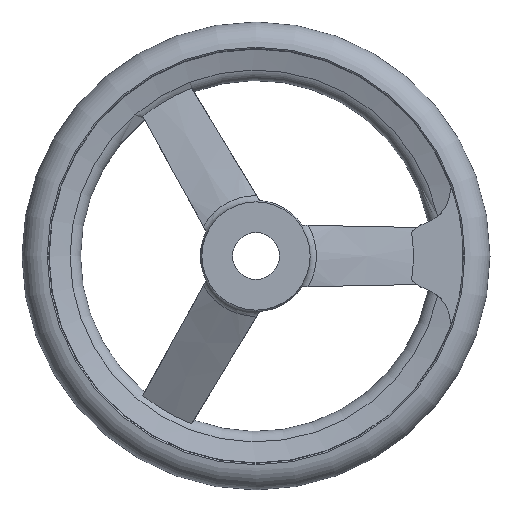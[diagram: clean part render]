
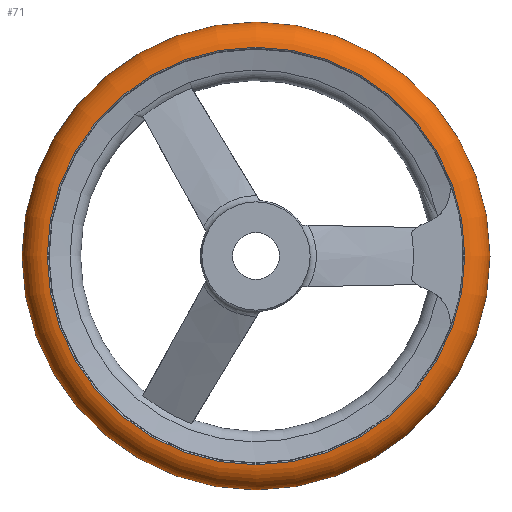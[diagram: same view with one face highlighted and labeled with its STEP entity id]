
A CAD part, front view. The second image highlights one B-rep face of the part: STEP entity #71.
In plain terms, the highlighted toroidal (fillet/blend) face has major radius 71 mm and minor radius 9 mm.
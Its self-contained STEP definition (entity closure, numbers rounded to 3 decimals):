
#71 = ADVANCED_FACE( '', ( #173, #174, #175 ), #176, .T. );
#173 = FACE_BOUND( '', #314, .T. );
#174 = FACE_OUTER_BOUND( '', #315, .T. );
#175 = FACE_OUTER_BOUND( '', #316, .T. );
#176 = TOROIDAL_SURFACE( '', #317, 71., 9. );
#314 = VERTEX_LOOP( '', #463 );
#315 = EDGE_LOOP( '', ( #464 ) );
#316 = EDGE_LOOP( '', ( #465 ) );
#317 = AXIS2_PLACEMENT_3D( '', #466, #467, #468 );
#463 = VERTEX_POINT( '', #806 );
#464 = ORIENTED_EDGE( '', *, *, #807, .T. );
#465 = ORIENTED_EDGE( '', *, *, #797, .F. );
#466 = CARTESIAN_POINT( '', ( 0., 31., 0. ) );
#467 = DIRECTION( '', ( 0., -1., 0. ) );
#468 = DIRECTION( '', ( 0., 0., -1. ) );
#797 = EDGE_CURVE( '', #942, #942, #943, .T. );
#806 = CARTESIAN_POINT( '', ( 0., 31., -80. ) );
#807 = EDGE_CURVE( '', #958, #958, #959, .T. );
#942 = VERTEX_POINT( '', #1195 );
#943 = CIRCLE( '', #1196, 71.375 );
#958 = VERTEX_POINT( '', #1217 );
#959 = CIRCLE( '', #1218, 71.375 );
#1195 = CARTESIAN_POINT( '', ( 0., 22.008, -71.375 ) );
#1196 = AXIS2_PLACEMENT_3D( '', #1783, #1784, #1785 );
#1217 = CARTESIAN_POINT( '', ( 0., 39.992, -71.375 ) );
#1218 = AXIS2_PLACEMENT_3D( '', #1798, #1799, #1800 );
#1783 = CARTESIAN_POINT( '', ( 0., 22.008, 0. ) );
#1784 = DIRECTION( '', ( 0., -1., 0. ) );
#1785 = DIRECTION( '', ( 0., 0., -1. ) );
#1798 = CARTESIAN_POINT( '', ( 0., 39.992, 0. ) );
#1799 = DIRECTION( '', ( 0., -1., 0. ) );
#1800 = DIRECTION( '', ( 0., 0., -1. ) );
